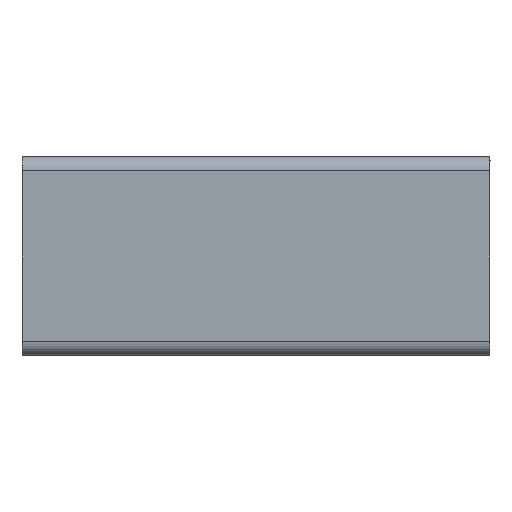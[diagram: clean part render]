
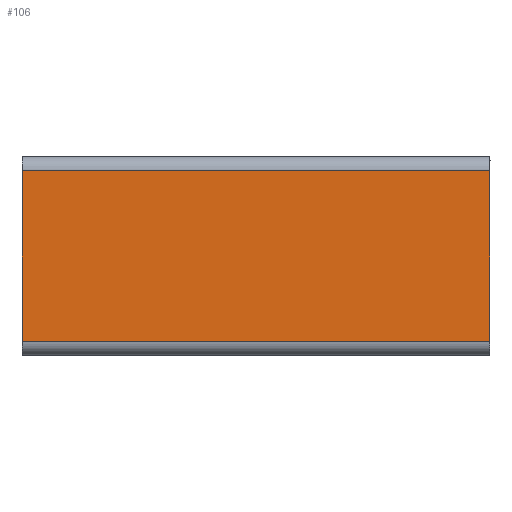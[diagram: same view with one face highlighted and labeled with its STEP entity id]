
A CAD part, left-side view. The second image highlights one B-rep face of the part: STEP entity #106.
In plain terms, the highlighted planar face has unit normal (-1, 0, 0).
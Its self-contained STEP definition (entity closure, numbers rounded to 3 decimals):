
#106=ADVANCED_FACE('',(#151),#902,.T.);
#151=FACE_OUTER_BOUND('',#196,.T.);
#196=EDGE_LOOP('',(#350,#351,#352,#353));
#350=ORIENTED_EDGE('',*,*,#525,.F.);
#351=ORIENTED_EDGE('',*,*,#534,.T.);
#352=ORIENTED_EDGE('',*,*,#524,.T.);
#353=ORIENTED_EDGE('',*,*,#533,.F.);
#524=EDGE_CURVE('',#801,#800,#688,.T.);
#525=EDGE_CURVE('',#803,#802,#689,.T.);
#533=EDGE_CURVE('',#802,#800,#697,.T.);
#534=EDGE_CURVE('',#803,#801,#698,.T.);
#688=B_SPLINE_CURVE_WITH_KNOTS('',1,(#1262,#1263),.UNSPECIFIED.,.F.,.F.,
(2,2),(-1.452,-0.852),.UNSPECIFIED.);
#689=B_SPLINE_CURVE_WITH_KNOTS('',1,(#1264,#1265),.UNSPECIFIED.,.F.,.F.,
(2,2),(-1.452,-0.852),.UNSPECIFIED.);
#697=B_SPLINE_CURVE_WITH_KNOTS('',1,(#1280,#1281),.UNSPECIFIED.,.F.,.F.,
(2,2),(0.,1.65),.UNSPECIFIED.);
#698=B_SPLINE_CURVE_WITH_KNOTS('',1,(#1282,#1283),.UNSPECIFIED.,.F.,.F.,
(2,2),(0.,1.65),.UNSPECIFIED.);
#800=VERTEX_POINT('',#1228);
#801=VERTEX_POINT('',#1229);
#802=VERTEX_POINT('',#1230);
#803=VERTEX_POINT('',#1231);
#902=PLANE('',#951);
#951=AXIS2_PLACEMENT_3D('',#1178,#984,$);
#984=DIRECTION('',(-1.,0.,0.));
#1178=CARTESIAN_POINT('',(-1.6,-0.825,0.));
#1228=CARTESIAN_POINT('',(-1.6,-0.825,0.65));
#1229=CARTESIAN_POINT('',(-1.6,-0.825,0.05));
#1230=CARTESIAN_POINT('',(-1.6,0.825,0.65));
#1231=CARTESIAN_POINT('',(-1.6,0.825,0.05));
#1262=CARTESIAN_POINT('',(-1.6,-0.825,0.05));
#1263=CARTESIAN_POINT('',(-1.6,-0.825,0.65));
#1264=CARTESIAN_POINT('',(-1.6,0.825,0.05));
#1265=CARTESIAN_POINT('',(-1.6,0.825,0.65));
#1280=CARTESIAN_POINT('',(-1.6,0.825,0.65));
#1281=CARTESIAN_POINT('',(-1.6,-0.825,0.65));
#1282=CARTESIAN_POINT('',(-1.6,0.825,0.05));
#1283=CARTESIAN_POINT('',(-1.6,-0.825,0.05));
